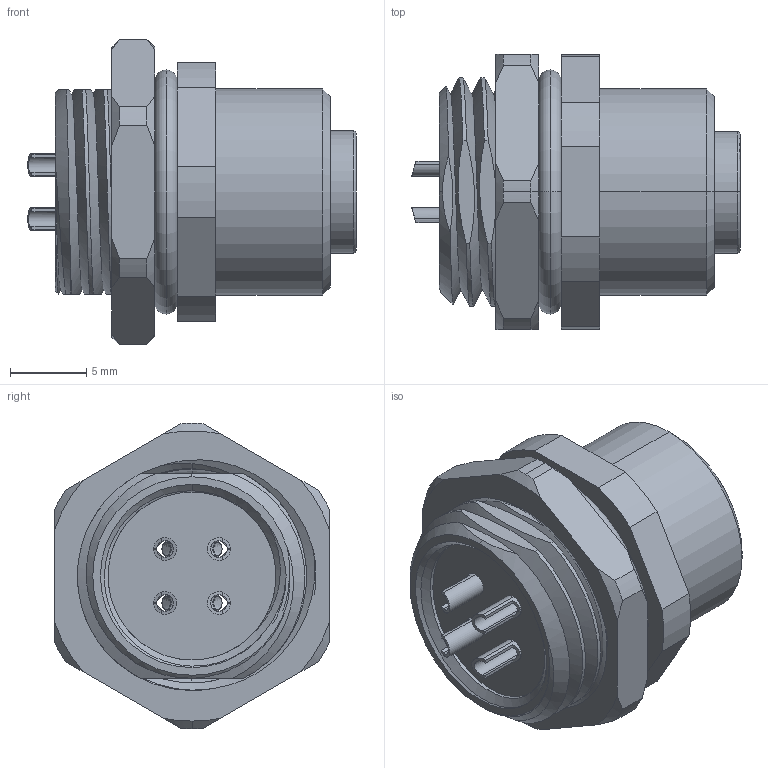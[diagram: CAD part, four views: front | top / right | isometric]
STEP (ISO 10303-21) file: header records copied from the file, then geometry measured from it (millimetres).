
FILE_DESCRIPTION (( 'STEP AP203' ), '1' );
FILE_NAME ('54-00181.STEP', '2020-10-15T16:55:59', ( '' ), ( '' ), 'SwSTEP 2.0', 'SolidWorks 2015', '' );
FILE_SCHEMA (( 'CONFIG_CONTROL_DESIGN' ));
Length unit declared in the file: millimetre
Products named in the file (7): 54-00181-05___; 54-00181-02___; 54-00181-01___; 54-00181-06___; 54-00181-04___; 54-00181-03___; 54-00181
Assembly tree (9 placements, depth 2):
  54-00181
    54-00181-01___
    54-00181-02___
    54-00181-03___  x4
    54-00181-06___
    54-00181-05___
    54-00181-04___
Bounding box: 21.5 x 18 x 20 mm (x, y, z)
Volume: 2652.1 mm3; surface area: 5534.6 mm2
Topology: 9 solids, 9 shells, 559 faces, 1459 edges, 931 vertices
Faces by surface type: cylinder 214, plane 160, torus 83, cone 69, bspline 33
Entity records: 14171 total; most frequent: CARTESIAN_POINT 6183, ORIENTED_EDGE 1616, DIRECTION 1426, EDGE_CURVE 808, AXIS2_PLACEMENT_3D 567, VERTEX_POINT 523, EDGE_LOOP 331, FACE_OUTER_BOUND 304
